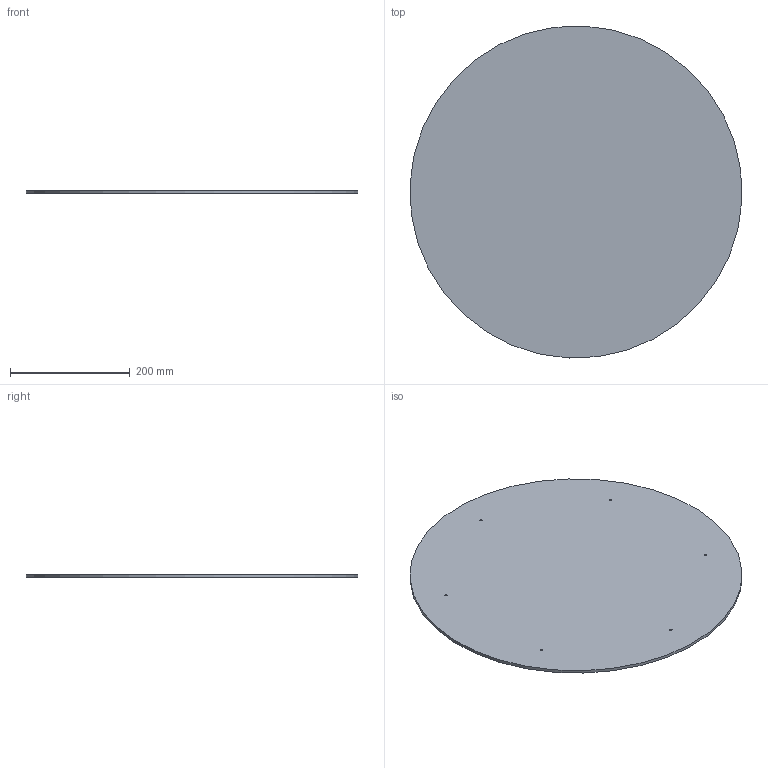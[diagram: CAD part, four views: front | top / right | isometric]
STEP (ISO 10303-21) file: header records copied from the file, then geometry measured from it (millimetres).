
FILE_DESCRIPTION(/* description */ (''),/* implementation_level */ '2;1');
FILE_NAME(/* name */ 'bed.step',/* time_stamp */ '2022-11-28T16:07:50+01:00',/* author */ (''),/* organization */ (''),/* preprocessor_version */ 'ST-DEVELOPER v19.2',/* originating_system */ 'Autodesk Translation Framework v11.17.0.187',/* authorisation */ '');
FILE_SCHEMA (('AUTOMOTIVE_DESIGN { 1 0 10303 214 3 1 1 }'));
Length unit declared in the file: millimetre
Products named in the file (1): imprimante v2
Bounding box: 555.54 x 555.54 x 5 mm (x, y, z)
Volume: 1213719.9 mm3; surface area: 494775.4 mm2
Topology: 1 solids, 1 shells, 105 faces, 291 edges, 194 vertices
Faces by surface type: cylinder 85, bspline 12, plane 8
Full cylindrical faces by diameter (mm): 3.332 x24, 4.109 x6, 4.11 x6, 556 x1
Entity records: 9136 total; most frequent: CARTESIAN_POINT 6747, ORIENTED_EDGE 582, DIRECTION 325, EDGE_CURVE 291, VERTEX_POINT 194, B_SPLINE_CURVE_WITH_KNOTS 186, AXIS2_PLACEMENT_3D 126, EDGE_LOOP 111
